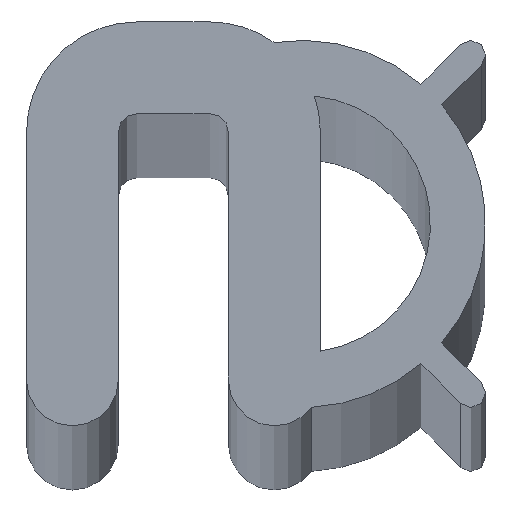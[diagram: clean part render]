
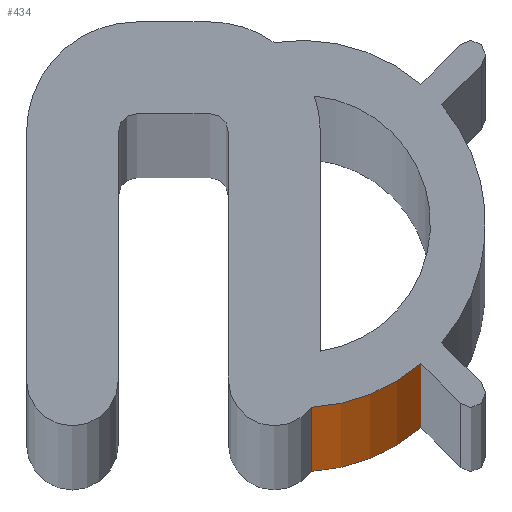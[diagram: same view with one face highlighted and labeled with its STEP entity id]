
A CAD part, top view. The second image highlights one B-rep face of the part: STEP entity #434.
In plain terms, the highlighted cylindrical face has radius 5 mm (diameter 10 mm), a partial arc.
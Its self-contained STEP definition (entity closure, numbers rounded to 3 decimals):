
#8 = VECTOR ( 'NONE', #856, 1000. ) ;
#17 = VECTOR ( 'NONE', #233, 1000. ) ;
#39 = AXIS2_PLACEMENT_3D ( 'NONE', #799, #800, #801 ) ;
#92 = AXIS2_PLACEMENT_3D ( 'NONE', #720, #721, #722 ) ;
#151 = FACE_OUTER_BOUND ( 'NONE', #516, .T. ) ;
#152 = AXIS2_PLACEMENT_3D ( 'NONE', #789, #790, #791 ) ;
#155 = CYLINDRICAL_SURFACE ( 'NONE', #39, 5. ) ;
#168 = ORIENTED_EDGE ( 'NONE', *, *, #463, .T. ) ;
#183 = ORIENTED_EDGE ( 'NONE', *, *, #450, .F. ) ;
#190 = ORIENTED_EDGE ( 'NONE', *, *, #431, .T. ) ;
#231 = LINE ( 'NONE', #232, #17 ) ;
#232 = CARTESIAN_POINT ( 'NONE',  ( 3.755, -4.994, 500. ) ) ;
#233 = DIRECTION ( 'NONE',  ( 0., 0., -1. ) ) ;
#283 = CARTESIAN_POINT ( 'NONE',  ( 3.755, -4.994, -500. ) ) ;
#284 = CARTESIAN_POINT ( 'NONE',  ( 6.741, -3.807, -500. ) ) ;
#307 = CARTESIAN_POINT ( 'NONE',  ( 3.755, -4.994, 500. ) ) ;
#309 = CARTESIAN_POINT ( 'NONE',  ( 6.741, -3.807, 500. ) ) ;
#379 = CIRCLE ( 'NONE', #152, 5. ) ;
#402 = EDGE_CURVE ( 'NONE', #629, #631, #425, .T. ) ;
#425 = CIRCLE ( 'NONE', #92, 5. ) ;
#431 = EDGE_CURVE ( 'NONE', #605, #606, #379, .T. ) ;
#434 = ADVANCED_FACE ( 'NONE', ( #151 ), #155, .T. ) ;
#450 = EDGE_CURVE ( 'NONE', #631, #606, #854, .T. ) ;
#463 = EDGE_CURVE ( 'NONE', #629, #605, #231, .T. ) ;
#513 = ORIENTED_EDGE ( 'NONE', *, *, #402, .F. ) ;
#516 = EDGE_LOOP ( 'NONE', ( #190, #183, #513, #168 ) ) ;
#605 = VERTEX_POINT ( 'NONE', #283 ) ;
#606 = VERTEX_POINT ( 'NONE', #284 ) ;
#629 = VERTEX_POINT ( 'NONE', #307 ) ;
#631 = VERTEX_POINT ( 'NONE', #309 ) ;
#720 = CARTESIAN_POINT ( 'NONE',  ( 3.5, 0., 500. ) ) ;
#721 = DIRECTION ( 'NONE',  ( 0., 0., 1. ) ) ;
#722 = DIRECTION ( 'NONE',  ( -1., 0., 0. ) ) ;
#789 = CARTESIAN_POINT ( 'NONE',  ( 3.5, 0., -500. ) ) ;
#790 = DIRECTION ( 'NONE',  ( 0., 0., 1. ) ) ;
#791 = DIRECTION ( 'NONE',  ( -1., 0., 0. ) ) ;
#799 = CARTESIAN_POINT ( 'NONE',  ( 3.5, 0., 500. ) ) ;
#800 = DIRECTION ( 'NONE',  ( 0., 0., -1. ) ) ;
#801 = DIRECTION ( 'NONE',  ( -1., 0., 0. ) ) ;
#854 = LINE ( 'NONE', #855, #8 ) ;
#855 = CARTESIAN_POINT ( 'NONE',  ( 6.741, -3.807, 500. ) ) ;
#856 = DIRECTION ( 'NONE',  ( 0., 0., -1. ) ) ;
